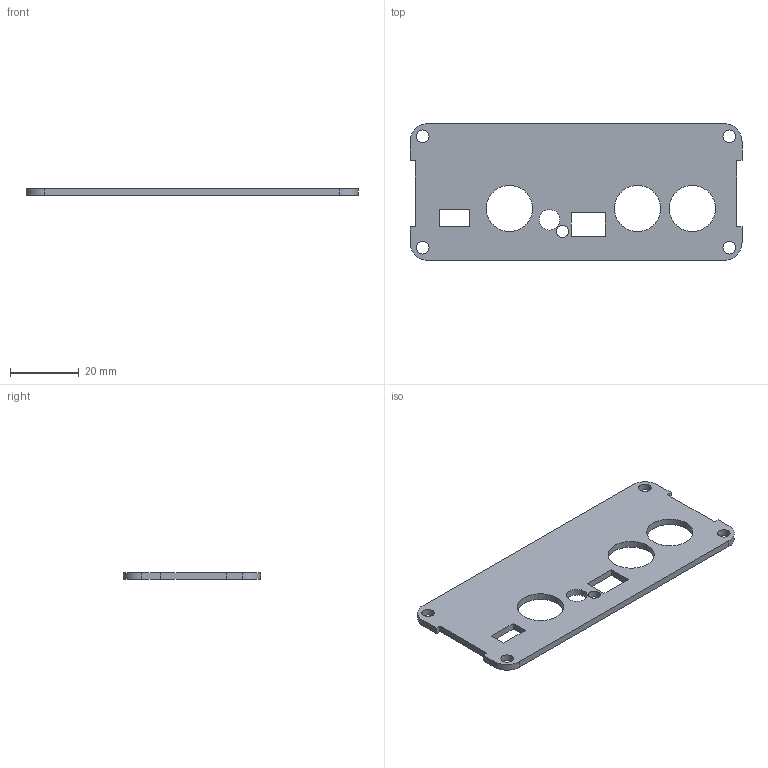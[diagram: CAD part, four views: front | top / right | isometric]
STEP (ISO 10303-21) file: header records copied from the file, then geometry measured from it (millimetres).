
FILE_DESCRIPTION(('FreeCAD Model'),'2;1');
FILE_NAME('Open CASCADE Shape Model','2024-05-25T19:55:48',(''),(''), 'Open CASCADE STEP processor 7.6','FreeCAD','Unknown');
FILE_SCHEMA(('AUTOMOTIVE_DESIGN { 1 0 10303 214 1 1 1 1 }'));
Length unit declared in the file: millimetre
Products named in the file (1): BlinkBoxAFront
Bounding box: 96.9 x 40 x 2 mm (x, y, z)
Volume: 6339.1 mm3; surface area: 7410 mm2
Topology: 1 solids, 1 shells, 39 faces, 111 edges, 74 vertices
Faces by surface type: plane 22, cylinder 17
Full cylindrical faces by diameter (mm): 3.5 x1, 3.65 x4, 6 x1, 13.5 x3
Entity records: 1345 total; most frequent: CARTESIAN_POINT 225, DIRECTION 225, ORIENTED_EDGE 222, EDGE_CURVE 111, LINE 77, VECTOR 77, AXIS2_PLACEMENT_3D 74, VERTEX_POINT 74
